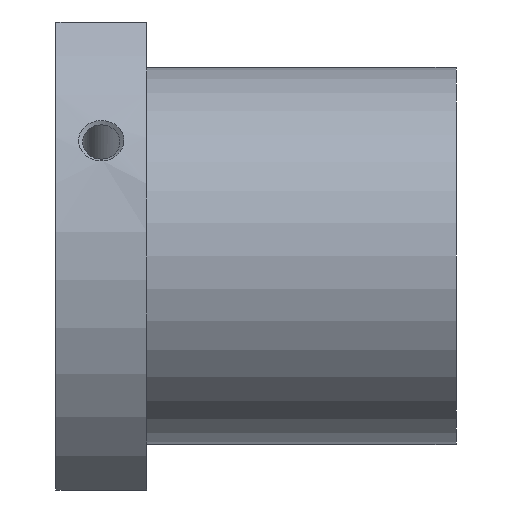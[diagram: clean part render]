
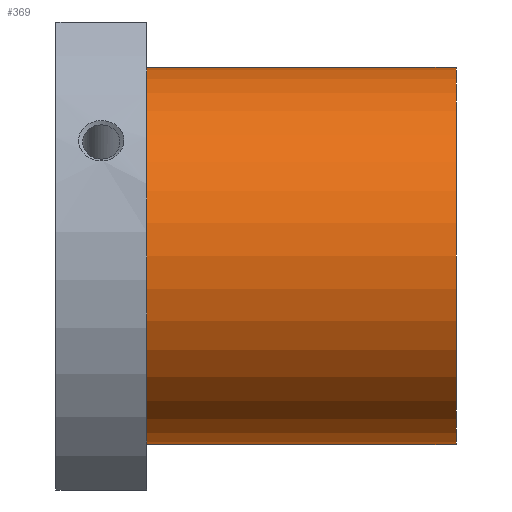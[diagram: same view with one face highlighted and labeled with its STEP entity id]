
A CAD part, front view. The second image highlights one B-rep face of the part: STEP entity #369.
In plain terms, the highlighted cylindrical face has radius 25 mm (diameter 50 mm), a full revolution.
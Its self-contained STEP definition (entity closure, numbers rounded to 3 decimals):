
#53=LINE('',#720,#71);
#71=VECTOR('',#536,25.);
#82=CYLINDRICAL_SURFACE('',#433,25.);
#100=FACE_OUTER_BOUND('',#134,.T.);
#134=EDGE_LOOP('',(#336,#337,#338,#339));
#160=CIRCLE('',#432,25.);
#161=CIRCLE('',#434,25.);
#200=VERTEX_POINT('',#715);
#201=VERTEX_POINT('',#718);
#247=EDGE_CURVE('',#200,#200,#160,.T.);
#248=EDGE_CURVE('',#201,#201,#161,.T.);
#249=EDGE_CURVE('',#201,#200,#53,.T.);
#336=ORIENTED_EDGE('',*,*,#248,.F.);
#337=ORIENTED_EDGE('',*,*,#249,.T.);
#338=ORIENTED_EDGE('',*,*,#247,.T.);
#339=ORIENTED_EDGE('',*,*,#249,.F.);
#369=ADVANCED_FACE('',(#100),#82,.T.);
#432=AXIS2_PLACEMENT_3D('',#716,#530,#531);
#433=AXIS2_PLACEMENT_3D('',#717,#532,#533);
#434=AXIS2_PLACEMENT_3D('',#719,#534,#535);
#530=DIRECTION('center_axis',(1.,0.,0.));
#531=DIRECTION('ref_axis',(0.,0.,-1.));
#532=DIRECTION('center_axis',(1.,0.,0.));
#533=DIRECTION('ref_axis',(0.,1.,0.));
#534=DIRECTION('center_axis',(1.,0.,0.));
#535=DIRECTION('ref_axis',(0.,0.,-1.));
#536=DIRECTION('',(-1.,0.,0.));
#715=CARTESIAN_POINT('',(12.,-25.,0.));
#716=CARTESIAN_POINT('Origin',(12.,0.,0.));
#717=CARTESIAN_POINT('Origin',(32.5,0.,0.));
#718=CARTESIAN_POINT('',(53.,-25.,0.));
#719=CARTESIAN_POINT('Origin',(53.,0.,0.));
#720=CARTESIAN_POINT('',(32.5,-25.,0.));
